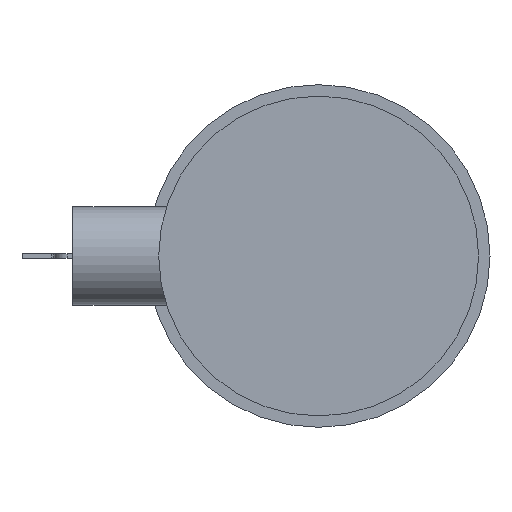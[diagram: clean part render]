
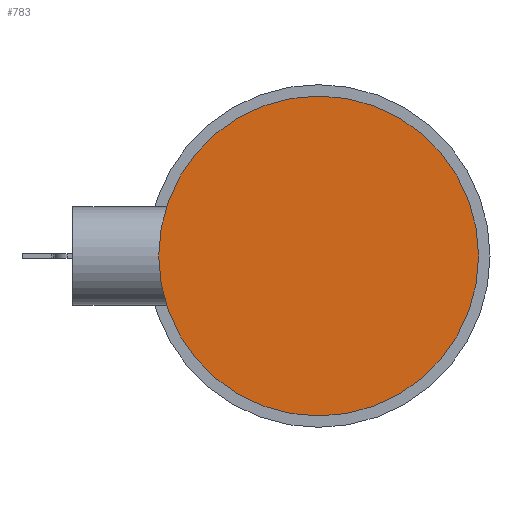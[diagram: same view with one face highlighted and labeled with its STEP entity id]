
A CAD part, left-side view. The second image highlights one B-rep face of the part: STEP entity #783.
In plain terms, the highlighted planar face has unit normal (-1, 0, 0).
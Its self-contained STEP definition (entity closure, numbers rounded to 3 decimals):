
#176 = CARTESIAN_POINT ( 'NONE',  ( -2.829, 0., 35. ) ) ;
#180 = EDGE_CURVE ( 'NONE', #1766, #901, #941, .T. ) ;
#253 = CARTESIAN_POINT ( 'NONE',  ( -2.829, 0., 0. ) ) ;
#395 = CIRCLE ( 'NONE', #2029, 35. ) ;
#439 = DIRECTION ( 'NONE',  ( 0., 0., 1. ) ) ;
#481 = CARTESIAN_POINT ( 'NONE',  ( -2.829, 0., 0. ) ) ;
#625 = EDGE_CURVE ( 'NONE', #901, #1766, #395, .T. ) ;
#664 = DIRECTION ( 'NONE',  ( 0., 0., 1. ) ) ;
#783 = ADVANCED_FACE ( 'NONE', ( #1145 ), #2158, .F. ) ;
#901 = VERTEX_POINT ( 'NONE', #2183 ) ;
#941 = CIRCLE ( 'NONE', #1284, 35. ) ;
#993 = CARTESIAN_POINT ( 'NONE',  ( -2.829, 35., 0. ) ) ;
#1016 = ORIENTED_EDGE ( 'NONE', *, *, #180, .T. ) ;
#1145 = FACE_OUTER_BOUND ( 'NONE', #1578, .T. ) ;
#1192 = DIRECTION ( 'NONE',  ( 0., 0., -1. ) ) ;
#1284 = AXIS2_PLACEMENT_3D ( 'NONE', #481, #2197, #664 ) ;
#1578 = EDGE_LOOP ( 'NONE', ( #1016, #2003 ) ) ;
#1588 = DIRECTION ( 'NONE',  ( -1., 0., 0. ) ) ;
#1766 = VERTEX_POINT ( 'NONE', #176 ) ;
#1812 = AXIS2_PLACEMENT_3D ( 'NONE', #993, #2351, #1192 ) ;
#2003 = ORIENTED_EDGE ( 'NONE', *, *, #625, .T. ) ;
#2029 = AXIS2_PLACEMENT_3D ( 'NONE', #253, #1588, #439 ) ;
#2158 = PLANE ( 'NONE',  #1812 ) ;
#2183 = CARTESIAN_POINT ( 'NONE',  ( -2.829, 0., -35. ) ) ;
#2197 = DIRECTION ( 'NONE',  ( -1., 0., 0. ) ) ;
#2351 = DIRECTION ( 'NONE',  ( 1., 0., 0. ) ) ;
